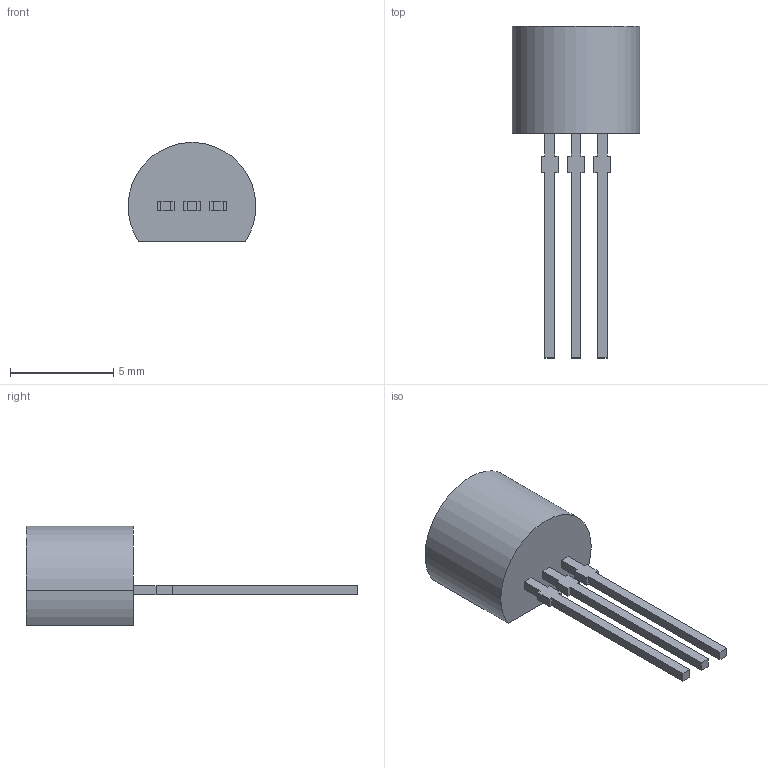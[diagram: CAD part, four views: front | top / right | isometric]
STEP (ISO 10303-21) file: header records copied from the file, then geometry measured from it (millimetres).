
FILE_DESCRIPTION (( 'STEP AP214' ), '1' );
FILE_NAME ('2579908D-BABB-484A-9B8F-A913718435E6.STEP', '2008-06-06T11:48:21', ( 'sysAdmin' ), ( 'SolidWorks' ), 'SwSTEP 2.0', 'SolidWorks 2008', '' );
FILE_SCHEMA (( 'AUTOMOTIVE_DESIGN' ));
Length unit declared in the file: millimetre
Products named in the file (1): 2579908D-BABB-484A-9B8F-A913718435E6
Bounding box: 6.2 x 16.11 x 4.81 mm (x, y, z)
Volume: 137.8 mm3; surface area: 209.8 mm2
Topology: 1 solids, 1 shells, 51 faces, 132 edges, 88 vertices
Faces by surface type: plane 44, cylinder 7
Entity records: 1695 total; most frequent: CARTESIAN_POINT 272, ORIENTED_EDGE 264, DIRECTION 250, EDGE_CURVE 132, VECTOR 118, LINE 118, VERTEX_POINT 88, AXIS2_PLACEMENT_3D 66
